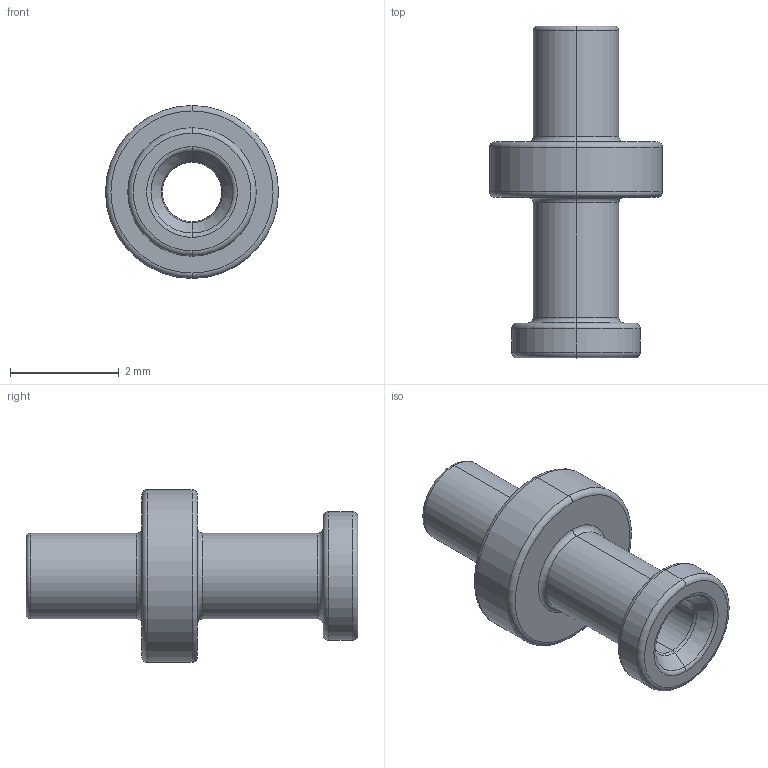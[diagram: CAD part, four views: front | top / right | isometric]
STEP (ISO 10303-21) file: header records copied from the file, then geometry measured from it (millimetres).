
FILE_DESCRIPTION (( 'STEP AP214' ), '1' );
FILE_NAME ('2506-2-00-44-00-00-07-0.STEP', '2018-12-14T16:37:37', ( '' ), ( '' ), 'SwSTEP 2.0', 'SolidWorks 2014', '' );
FILE_SCHEMA (( 'AUTOMOTIVE_DESIGN' ));
Length unit declared in the file: millimetre
Products named in the file (1): 2506-2-00-44-00-00-07-0
Bounding box: 3.18 x 6.1 x 3.18 mm (x, y, z)
Volume: 13.6 mm3; surface area: 73.7 mm2
Topology: 1 solids, 1 shells, 39 faces, 78 edges, 44 vertices
Faces by surface type: torus 22, cylinder 10, plane 5, cone 2
Entity records: 1108 total; most frequent: DIRECTION 224, CARTESIAN_POINT 162, ORIENTED_EDGE 156, AXIS2_PLACEMENT_3D 106, EDGE_CURVE 78, CIRCLE 66, VERTEX_POINT 44, EDGE_LOOP 44
